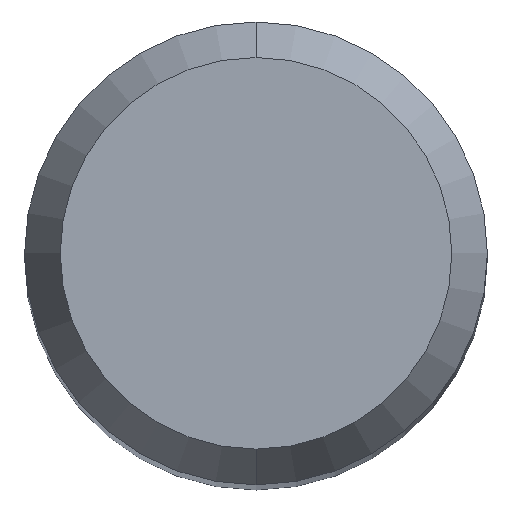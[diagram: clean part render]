
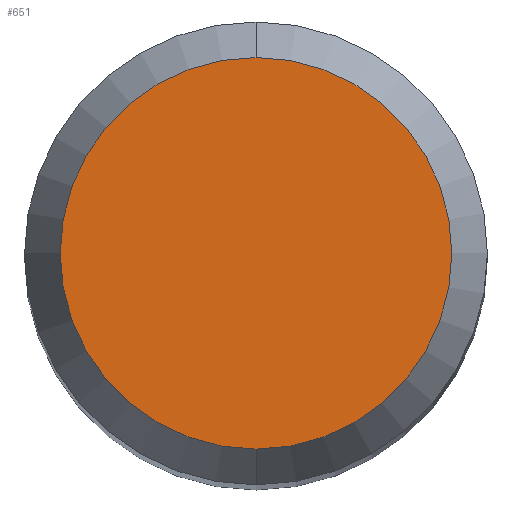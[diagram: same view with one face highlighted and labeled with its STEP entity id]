
A CAD part, top view. The second image highlights one B-rep face of the part: STEP entity #651.
In plain terms, the highlighted planar face has unit normal (0, 0, 1).
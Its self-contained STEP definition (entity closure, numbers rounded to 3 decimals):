
#651=ADVANCED_FACE('',(#1862),#1863,.T.);
#735=EDGE_CURVE('',#1091,#1027,#1958,.T.);
#997=EDGE_CURVE('',#1027,#1091,#2243,.T.);
#1027=VERTEX_POINT('',#2276);
#1091=VERTEX_POINT('',#2347);
#1862=FACE_OUTER_BOUND('',#3242,.T.);
#1863=PLANE('',#3243);
#1958=CIRCLE('',#5217,2.538);
#2243=CIRCLE('',#8441,2.538);
#2276=CARTESIAN_POINT('',(0.,-2.538,0.0));
#2347=CARTESIAN_POINT('',(0.0,2.538,0.0));
#3242=EDGE_LOOP('',(#16782,#16783));
#3243=AXIS2_PLACEMENT_3D('',#16784,#16785,#16786);
#5217=AXIS2_PLACEMENT_3D('',#16887,#16888,#16889);
#8441=AXIS2_PLACEMENT_3D('',#17178,#17179,#17180);
#16782=ORIENTED_EDGE('',*,*,#735,.F.);
#16783=ORIENTED_EDGE('',*,*,#997,.F.);
#16784=CARTESIAN_POINT('',(0.0,1.269,0.0));
#16785=DIRECTION('',(-0.0,0.0,1.0));
#16786=DIRECTION('',(0.0,-1.0,0.0));
#16887=CARTESIAN_POINT('',(0.0,0.0,0.0));
#16888=DIRECTION('',(0.0,0.0,-1.0));
#16889=DIRECTION('',(0.0,1.0,0.0));
#17178=CARTESIAN_POINT('',(0.0,0.0,0.0));
#17179=DIRECTION('',(0.0,0.0,-1.0));
#17180=DIRECTION('',(0.0,1.0,0.0));
